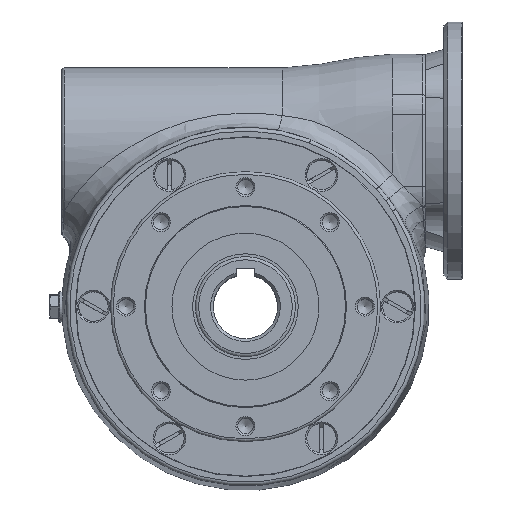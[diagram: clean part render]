
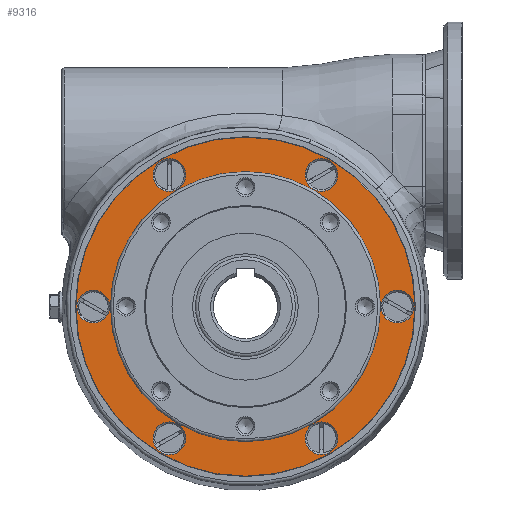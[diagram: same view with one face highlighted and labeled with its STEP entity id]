
A CAD part, top view. The second image highlights one B-rep face of the part: STEP entity #9316.
In plain terms, the highlighted planar face has unit normal (0, 0, 1).
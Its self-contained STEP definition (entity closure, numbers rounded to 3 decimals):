
#948=PLANE('',#9965);
#1849=ORIENTED_EDGE('',*,*,#2706,.T.);
#1850=ORIENTED_EDGE('',*,*,#2715,.T.);
#1851=ORIENTED_EDGE('',*,*,#2718,.T.);
#1852=ORIENTED_EDGE('',*,*,#2719,.T.);
#1853=ORIENTED_EDGE('',*,*,#2721,.T.);
#1854=ORIENTED_EDGE('',*,*,#2691,.T.);
#1855=ORIENTED_EDGE('',*,*,#2688,.T.);
#1856=ORIENTED_EDGE('',*,*,#3093,.F.);
#2688=EDGE_CURVE('',#3499,#3499,#4110,.F.);
#2691=EDGE_CURVE('',#3502,#3502,#4113,.F.);
#2706=EDGE_CURVE('',#3517,#3517,#4128,.T.);
#2715=EDGE_CURVE('',#3526,#3526,#4133,.F.);
#2718=EDGE_CURVE('',#3529,#3529,#4136,.F.);
#2719=EDGE_CURVE('',#3530,#3530,#4137,.F.);
#2721=EDGE_CURVE('',#3532,#3532,#4139,.F.);
#3093=EDGE_CURVE('',#3804,#3804,#4315,.T.);
#3499=VERTEX_POINT('',#12323);
#3502=VERTEX_POINT('',#12331);
#3517=VERTEX_POINT('',#12370);
#3526=VERTEX_POINT('',#12402);
#3529=VERTEX_POINT('',#12410);
#3530=VERTEX_POINT('',#12413);
#3532=VERTEX_POINT('',#12418);
#3804=VERTEX_POINT('',#17654);
#4110=CIRCLE('',#9577,8.9);
#4113=CIRCLE('',#9582,8.9);
#4128=CIRCLE('',#9606,92.3);
#4133=CIRCLE('',#9613,8.9);
#4136=CIRCLE('',#9618,8.9);
#4137=CIRCLE('',#9620,8.9);
#4139=CIRCLE('',#9623,8.9);
#4315=CIRCLE('',#9964,73.5);
#4830=EDGE_LOOP('',(#1849));
#4831=EDGE_LOOP('',(#1850));
#4832=EDGE_LOOP('',(#1851));
#4833=EDGE_LOOP('',(#1852));
#4834=EDGE_LOOP('',(#1853));
#4835=EDGE_LOOP('',(#1854));
#4836=EDGE_LOOP('',(#1855));
#4837=EDGE_LOOP('',(#1856));
#5543=FACE_BOUND('',#4830,.T.);
#5544=FACE_BOUND('',#4831,.T.);
#5545=FACE_BOUND('',#4832,.T.);
#5546=FACE_BOUND('',#4833,.T.);
#5547=FACE_BOUND('',#4834,.T.);
#5548=FACE_BOUND('',#4835,.T.);
#5549=FACE_BOUND('',#4836,.T.);
#5550=FACE_BOUND('',#4837,.T.);
#9316=ADVANCED_FACE('',(#5543,#5544,#5545,#5546,#5547,#5548,#5549,#5550),
#948,.T.);
#9577=AXIS2_PLACEMENT_3D('',#12322,#10415,#10416);
#9582=AXIS2_PLACEMENT_3D('',#12330,#10425,#10426);
#9606=AXIS2_PLACEMENT_3D('',#12369,#10473,#10474);
#9613=AXIS2_PLACEMENT_3D('',#12401,#10487,#10488);
#9618=AXIS2_PLACEMENT_3D('',#12409,#10497,#10498);
#9620=AXIS2_PLACEMENT_3D('',#12412,#10501,#10502);
#9623=AXIS2_PLACEMENT_3D('',#12417,#10507,#10508);
#9964=AXIS2_PLACEMENT_3D('',#17653,#11260,#11261);
#9965=AXIS2_PLACEMENT_3D('',#17655,#11262,#11263);
#10415=DIRECTION('',(0.,0.,1.));
#10416=DIRECTION('',(0.,1.,0.));
#10425=DIRECTION('',(0.,0.,1.));
#10426=DIRECTION('',(0.,1.,0.));
#10473=DIRECTION('',(0.,0.,1.));
#10474=DIRECTION('',(0.,1.,0.));
#10487=DIRECTION('',(0.,0.,1.));
#10488=DIRECTION('',(0.,1.,0.));
#10497=DIRECTION('',(0.,0.,1.));
#10498=DIRECTION('',(0.,1.,0.));
#10501=DIRECTION('',(0.,0.,1.));
#10502=DIRECTION('',(0.,1.,0.));
#10507=DIRECTION('',(0.,0.,1.));
#10508=DIRECTION('',(0.,1.,0.));
#11260=DIRECTION('',(0.,0.,1.));
#11261=DIRECTION('',(0.,1.,0.));
#11262=DIRECTION('',(0.,0.,1.));
#11263=DIRECTION('',(-1.,0.,0.));
#12322=CARTESIAN_POINT('',(-41.375,71.664,57.));
#12323=CARTESIAN_POINT('',(-41.375,80.564,57.));
#12330=CARTESIAN_POINT('',(-82.75,0.,57.));
#12331=CARTESIAN_POINT('',(-82.75,8.9,57.));
#12369=CARTESIAN_POINT('',(0.,0.,57.));
#12370=CARTESIAN_POINT('',(0.,92.3,57.));
#12401=CARTESIAN_POINT('',(41.375,71.664,57.));
#12402=CARTESIAN_POINT('',(41.375,80.564,57.));
#12409=CARTESIAN_POINT('',(82.75,0.,57.));
#12410=CARTESIAN_POINT('',(82.75,8.9,57.));
#12412=CARTESIAN_POINT('',(41.375,-71.664,57.));
#12413=CARTESIAN_POINT('',(41.375,-62.764,57.));
#12417=CARTESIAN_POINT('',(-41.375,-71.664,57.));
#12418=CARTESIAN_POINT('',(-41.375,-62.764,57.));
#17653=CARTESIAN_POINT('',(0.,0.,57.));
#17654=CARTESIAN_POINT('',(0.,73.5,57.));
#17655=CARTESIAN_POINT('',(-73.5,0.,57.));
